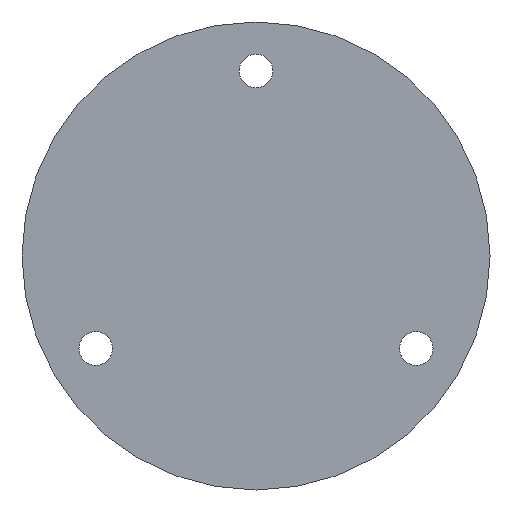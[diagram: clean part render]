
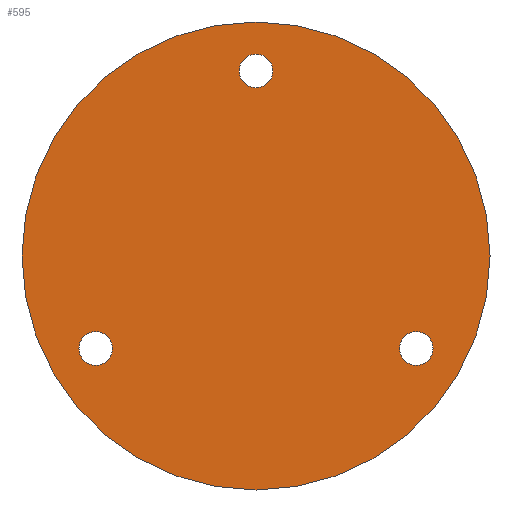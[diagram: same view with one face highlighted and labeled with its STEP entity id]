
A CAD part, front view. The second image highlights one B-rep face of the part: STEP entity #595.
In plain terms, the highlighted planar face has unit normal (0, -1, 0).
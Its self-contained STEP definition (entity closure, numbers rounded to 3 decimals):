
#1 = DIRECTION ( 'NONE',  ( 0., 0., 1. ) ) ;
#6 = CIRCLE ( 'NONE', #614, 1.55 ) ;
#14 = EDGE_CURVE ( 'NONE', #233, #193, #351, .T. ) ;
#16 = CARTESIAN_POINT ( 'NONE',  ( 0., 0., 0. ) ) ;
#19 = EDGE_CURVE ( 'NONE', #421, #466, #323, .T. ) ;
#35 = CARTESIAN_POINT ( 'NONE',  ( 14.722, 0., -10.05 ) ) ;
#43 = EDGE_CURVE ( 'NONE', #520, #271, #739, .T. ) ;
#58 = CARTESIAN_POINT ( 'NONE',  ( 0., 0., -21.5 ) ) ;
#75 = CARTESIAN_POINT ( 'NONE',  ( 0., 0., 15.45 ) ) ;
#82 = DIRECTION ( 'NONE',  ( 0., 1., 0. ) ) ;
#97 = EDGE_LOOP ( 'NONE', ( #868, #621 ) ) ;
#107 = CARTESIAN_POINT ( 'NONE',  ( 0., 0., 18.55 ) ) ;
#124 = AXIS2_PLACEMENT_3D ( 'NONE', #532, #82, #527 ) ;
#150 = DIRECTION ( 'NONE',  ( 0., 0., 1. ) ) ;
#178 = ORIENTED_EDGE ( 'NONE', *, *, #14, .T. ) ;
#192 = CARTESIAN_POINT ( 'NONE',  ( 0., 0., 21.5 ) ) ;
#193 = VERTEX_POINT ( 'NONE', #75 ) ;
#203 = AXIS2_PLACEMENT_3D ( 'NONE', #275, #770, #150 ) ;
#208 = CARTESIAN_POINT ( 'NONE',  ( 0., 0., 17. ) ) ;
#217 = EDGE_LOOP ( 'NONE', ( #240, #478 ) ) ;
#219 = CIRCLE ( 'NONE', #697, 21.5 ) ;
#221 = DIRECTION ( 'NONE',  ( 0., 1., 0. ) ) ;
#233 = VERTEX_POINT ( 'NONE', #107 ) ;
#240 = ORIENTED_EDGE ( 'NONE', *, *, #849, .T. ) ;
#271 = VERTEX_POINT ( 'NONE', #35 ) ;
#275 = CARTESIAN_POINT ( 'NONE',  ( 14.722, 0., -8.5 ) ) ;
#290 = FACE_BOUND ( 'NONE', #773, .T. ) ;
#291 = CARTESIAN_POINT ( 'NONE',  ( -14.722, 0., -8.5 ) ) ;
#314 = DIRECTION ( 'NONE',  ( 0., 0., 1. ) ) ;
#323 = CIRCLE ( 'NONE', #641, 1.55 ) ;
#326 = ORIENTED_EDGE ( 'NONE', *, *, #19, .T. ) ;
#330 = VERTEX_POINT ( 'NONE', #192 ) ;
#351 = CIRCLE ( 'NONE', #872, 1.55 ) ;
#356 = ORIENTED_EDGE ( 'NONE', *, *, #603, .T. ) ;
#358 = CARTESIAN_POINT ( 'NONE',  ( -14.722, 0., -6.95 ) ) ;
#376 = FACE_BOUND ( 'NONE', #217, .T. ) ;
#410 = CIRCLE ( 'NONE', #124, 1.55 ) ;
#414 = DIRECTION ( 'NONE',  ( 0., 0., -1. ) ) ;
#421 = VERTEX_POINT ( 'NONE', #358 ) ;
#422 = CIRCLE ( 'NONE', #779, 21.5 ) ;
#423 = VERTEX_POINT ( 'NONE', #58 ) ;
#464 = DIRECTION ( 'NONE',  ( 0., 1., 0. ) ) ;
#466 = VERTEX_POINT ( 'NONE', #576 ) ;
#478 = ORIENTED_EDGE ( 'NONE', *, *, #43, .T. ) ;
#481 = CARTESIAN_POINT ( 'NONE',  ( -14.722, 0., -8.5 ) ) ;
#498 = DIRECTION ( 'NONE',  ( 0., 1., 0. ) ) ;
#520 = VERTEX_POINT ( 'NONE', #871 ) ;
#527 = DIRECTION ( 'NONE',  ( 0., 0., 1. ) ) ;
#532 = CARTESIAN_POINT ( 'NONE',  ( 14.722, 0., -8.5 ) ) ;
#549 = ORIENTED_EDGE ( 'NONE', *, *, #772, .T. ) ;
#553 = EDGE_CURVE ( 'NONE', #423, #330, #422, .T. ) ;
#569 = CIRCLE ( 'NONE', #854, 1.55 ) ;
#576 = CARTESIAN_POINT ( 'NONE',  ( -14.722, 0., -10.05 ) ) ;
#577 = DIRECTION ( 'NONE',  ( 0., 1., 0. ) ) ;
#582 = FACE_BOUND ( 'NONE', #594, .T. ) ;
#588 = DIRECTION ( 'NONE',  ( 0., 1., 0. ) ) ;
#594 = EDGE_LOOP ( 'NONE', ( #549, #326 ) ) ;
#595 = ADVANCED_FACE ( 'NONE', ( #290, #731, #376, #582 ), #602, .F. ) ;
#602 = PLANE ( 'NONE',  #756 ) ;
#603 = EDGE_CURVE ( 'NONE', #193, #233, #6, .T. ) ;
#614 = AXIS2_PLACEMENT_3D ( 'NONE', #652, #221, #866 ) ;
#621 = ORIENTED_EDGE ( 'NONE', *, *, #799, .F. ) ;
#641 = AXIS2_PLACEMENT_3D ( 'NONE', #291, #498, #414 ) ;
#650 = DIRECTION ( 'NONE',  ( 0., 0., 1. ) ) ;
#652 = CARTESIAN_POINT ( 'NONE',  ( 0., 0., 17. ) ) ;
#697 = AXIS2_PLACEMENT_3D ( 'NONE', #735, #464, #314 ) ;
#731 = FACE_OUTER_BOUND ( 'NONE', #97, .T. ) ;
#735 = CARTESIAN_POINT ( 'NONE',  ( 0., 0., 0. ) ) ;
#739 = CIRCLE ( 'NONE', #203, 1.55 ) ;
#756 = AXIS2_PLACEMENT_3D ( 'NONE', #853, #588, #877 ) ;
#765 = DIRECTION ( 'NONE',  ( 0., 0., -1. ) ) ;
#770 = DIRECTION ( 'NONE',  ( 0., 1., 0. ) ) ;
#772 = EDGE_CURVE ( 'NONE', #466, #421, #569, .T. ) ;
#773 = EDGE_LOOP ( 'NONE', ( #356, #178 ) ) ;
#779 = AXIS2_PLACEMENT_3D ( 'NONE', #16, #792, #1 ) ;
#787 = DIRECTION ( 'NONE',  ( 0., 1., 0. ) ) ;
#792 = DIRECTION ( 'NONE',  ( 0., 1., 0. ) ) ;
#799 = EDGE_CURVE ( 'NONE', #330, #423, #219, .T. ) ;
#849 = EDGE_CURVE ( 'NONE', #271, #520, #410, .T. ) ;
#853 = CARTESIAN_POINT ( 'NONE',  ( 0., 0., 0. ) ) ;
#854 = AXIS2_PLACEMENT_3D ( 'NONE', #481, #787, #765 ) ;
#866 = DIRECTION ( 'NONE',  ( 0., 0., 1. ) ) ;
#868 = ORIENTED_EDGE ( 'NONE', *, *, #553, .F. ) ;
#871 = CARTESIAN_POINT ( 'NONE',  ( 14.722, 0., -6.95 ) ) ;
#872 = AXIS2_PLACEMENT_3D ( 'NONE', #208, #577, #650 ) ;
#877 = DIRECTION ( 'NONE',  ( 0., 0., 1. ) ) ;
